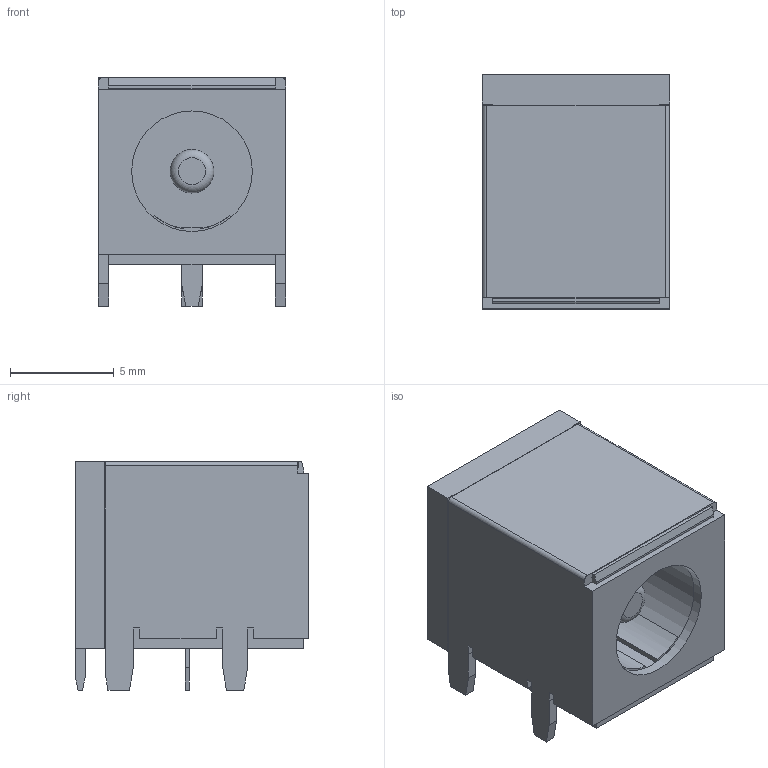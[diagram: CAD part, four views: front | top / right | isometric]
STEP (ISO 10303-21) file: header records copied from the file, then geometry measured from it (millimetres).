
FILE_DESCRIPTION(('FreeCAD Model'),'2;1');
FILE_NAME('Open CASCADE Shape Model','2023-06-10T12:40:33',( 'kicad StepUp'),('ksu MCAD'),'Open CASCADE STEP processor 7.6', 'FreeCAD','Unknown');
FILE_SCHEMA(('AUTOMOTIVE_DESIGN { 1 0 10303 214 1 1 1 1 }'));
Length unit declared in the file: millimetre
Products named in the file (5): IBM_barrel_5-5mm_socket; Plastic body; Pin2; jack-pin; Metal-shell
Assembly tree (4 placements, depth 2):
  IBM_barrel_5-5mm_socket
    Plastic body
    Pin2
    jack-pin
    Metal-shell
Bounding box: 9 x 11.25 x 11 mm (x, y, z)
Volume: 700.8 mm3; surface area: 1454.2 mm2
Topology: 4 solids, 4 shells, 122 faces, 340 edges, 225 vertices
Faces by surface type: plane 109, cylinder 12, torus 1
Full cylindrical faces by diameter (mm): 2.1 x1, 5.8 x1, 6.2 x1
Entity records: 3987 total; most frequent: CARTESIAN_POINT 692, ORIENTED_EDGE 680, DIRECTION 628, EDGE_CURVE 340, LINE 306, VECTOR 306, VERTEX_POINT 225, AXIS2_PLACEMENT_3D 161
